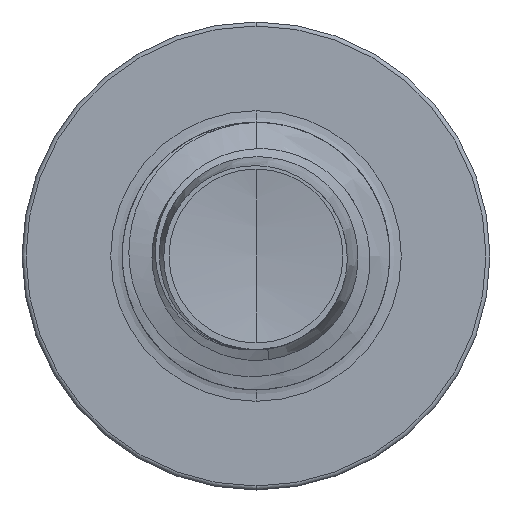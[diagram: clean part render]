
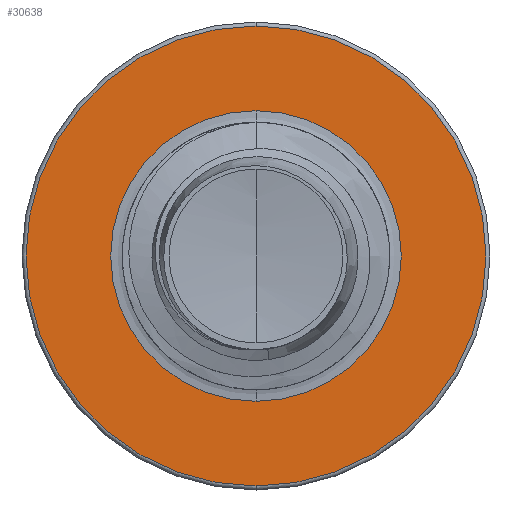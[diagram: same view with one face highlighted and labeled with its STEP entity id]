
A CAD part, front view. The second image highlights one B-rep face of the part: STEP entity #30638.
In plain terms, the highlighted planar face has unit normal (0, -1, 0).
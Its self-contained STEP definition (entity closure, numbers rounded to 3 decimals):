
#1970 = ORIENTED_EDGE ( 'NONE', *, *, #27759, .T. ) ;
#2988 = CIRCLE ( 'NONE', #36540, 3.44 ) ;
#3810 = DIRECTION ( 'NONE',  ( 0., 1., 0. ) ) ;
#4071 = FACE_OUTER_BOUND ( 'NONE', #12748, .T. ) ;
#7424 = EDGE_CURVE ( 'NONE', #11731, #28246, #2988, .T. ) ;
#7833 = DIRECTION ( 'NONE',  ( 0., 1., 0. ) ) ;
#8053 = CIRCLE ( 'NONE', #10168, 2.174 ) ;
#8160 = ORIENTED_EDGE ( 'NONE', *, *, #7424, .F. ) ;
#8611 = CIRCLE ( 'NONE', #18384, 3.44 ) ;
#8912 = CARTESIAN_POINT ( 'NONE',  ( 0., 15., 2.174 ) ) ;
#9076 = PLANE ( 'NONE',  #28201 ) ;
#10168 = AXIS2_PLACEMENT_3D ( 'NONE', #14354, #34120, #17162 ) ;
#11731 = VERTEX_POINT ( 'NONE', #17132 ) ;
#11866 = VERTEX_POINT ( 'NONE', #8912 ) ;
#11890 = CARTESIAN_POINT ( 'NONE',  ( 0., 15., -2.174 ) ) ;
#12712 = ORIENTED_EDGE ( 'NONE', *, *, #15428, .F. ) ;
#12748 = EDGE_LOOP ( 'NONE', ( #12712, #8160 ) ) ;
#14354 = CARTESIAN_POINT ( 'NONE',  ( 0., 15., 0. ) ) ;
#14733 = DIRECTION ( 'NONE',  ( 0., 0., 1. ) ) ;
#15347 = CARTESIAN_POINT ( 'NONE',  ( 0., 15., 0. ) ) ;
#15428 = EDGE_CURVE ( 'NONE', #28246, #11731, #8611, .T. ) ;
#15578 = CIRCLE ( 'NONE', #34535, 2.174 ) ;
#17132 = CARTESIAN_POINT ( 'NONE',  ( 0., 15., -3.44 ) ) ;
#17162 = DIRECTION ( 'NONE',  ( 0., 0., 1. ) ) ;
#18157 = DIRECTION ( 'NONE',  ( 0., 0., 1. ) ) ;
#18384 = AXIS2_PLACEMENT_3D ( 'NONE', #15347, #35117, #18157 ) ;
#20589 = EDGE_CURVE ( 'NONE', #22324, #11866, #15578, .T. ) ;
#20617 = CARTESIAN_POINT ( 'NONE',  ( 0., 15., 0. ) ) ;
#22324 = VERTEX_POINT ( 'NONE', #23202 ) ;
#23202 = CARTESIAN_POINT ( 'NONE',  ( 0., 15., -2.174 ) ) ;
#23471 = DIRECTION ( 'NONE',  ( 0., 0., 1. ) ) ;
#24711 = CARTESIAN_POINT ( 'NONE',  ( 0., 15., 0. ) ) ;
#27587 = DIRECTION ( 'NONE',  ( 0., 0., 1. ) ) ;
#27759 = EDGE_CURVE ( 'NONE', #11866, #22324, #8053, .T. ) ;
#28201 = AXIS2_PLACEMENT_3D ( 'NONE', #11890, #31686, #14733 ) ;
#28246 = VERTEX_POINT ( 'NONE', #34359 ) ;
#28841 = ORIENTED_EDGE ( 'NONE', *, *, #20589, .T. ) ;
#30638 = ADVANCED_FACE ( 'NONE', ( #4071, #34062 ), #9076, .F. ) ;
#31686 = DIRECTION ( 'NONE',  ( 0., 1., 0. ) ) ;
#33995 = EDGE_LOOP ( 'NONE', ( #1970, #28841 ) ) ;
#34062 = FACE_BOUND ( 'NONE', #33995, .T. ) ;
#34120 = DIRECTION ( 'NONE',  ( 0., 1., 0. ) ) ;
#34359 = CARTESIAN_POINT ( 'NONE',  ( 0., 15., 3.44 ) ) ;
#34535 = AXIS2_PLACEMENT_3D ( 'NONE', #20617, #3810, #23471 ) ;
#35117 = DIRECTION ( 'NONE',  ( 0., 1., 0. ) ) ;
#36540 = AXIS2_PLACEMENT_3D ( 'NONE', #24711, #7833, #27587 ) ;
